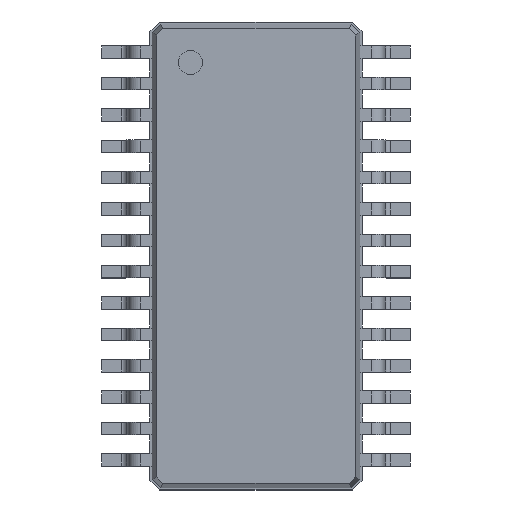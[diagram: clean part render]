
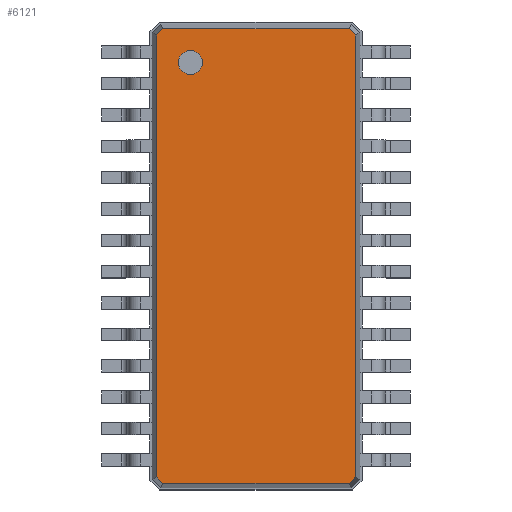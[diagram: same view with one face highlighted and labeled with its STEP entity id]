
A CAD part, top view. The second image highlights one B-rep face of the part: STEP entity #6121.
In plain terms, the highlighted planar face has unit normal (0, 0, 1).
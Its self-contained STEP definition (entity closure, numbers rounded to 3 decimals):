
#27=VECTOR('',#28,1.);
#28=DIRECTION('',(1.,0.,0.));
#51=VECTOR('',#52,1.);
#52=DIRECTION('',(0.707,-0.707,0.));
#58=VECTOR('',#59,1.);
#59=DIRECTION('',(0.,-1.,0.));
#65=VECTOR('',#66,1.);
#66=DIRECTION('',(-0.707,-0.707,0.));
#72=VECTOR('',#73,1.);
#73=DIRECTION('',(-1.,0.,0.));
#79=VECTOR('',#80,1.);
#80=DIRECTION('',(-0.707,0.707,0.));
#86=VECTOR('',#87,1.);
#87=DIRECTION('',(0.,1.,0.));
#91=VECTOR('',#92,1.);
#92=DIRECTION('',(0.707,0.707,0.));
#95=DIRECTION('',(0.,0.,-1.));
#1813=VERTEX_POINT('',#1814);
#1814=CARTESIAN_POINT('',(-2.06,4.58,1.1));
#1817=EDGE_CURVE('',#1818,#1813,#1820,.T.);
#1818=VERTEX_POINT('',#1819);
#1819=CARTESIAN_POINT('',(-2.06,-4.58,1.1));
#1820=LINE('',#1819,#86);
#1831=VERTEX_POINT('',#1832);
#1832=CARTESIAN_POINT('',(-1.93,4.71,1.1));
#1835=EDGE_CURVE('',#1813,#1831,#1836,.T.);
#1836=LINE('',#1814,#91);
#1845=VERTEX_POINT('',#1846);
#1846=CARTESIAN_POINT('',(1.93,4.71,1.1));
#1849=EDGE_CURVE('',#1831,#1845,#1850,.T.);
#1850=LINE('',#1832,#27);
#1859=VERTEX_POINT('',#1860);
#1860=CARTESIAN_POINT('',(2.06,4.58,1.1));
#1863=EDGE_CURVE('',#1845,#1859,#1864,.T.);
#1864=LINE('',#1846,#51);
#1985=VERTEX_POINT('',#1986);
#1986=CARTESIAN_POINT('',(2.06,-4.58,1.1));
#1989=EDGE_CURVE('',#1859,#1985,#1990,.T.);
#1990=LINE('',#1860,#58);
#6121=ADVANCED_FACE('',(#6122,#6142),#6152,.F.);
#6122=FACE_BOUND('',#6123,.F.);
#6123=EDGE_LOOP('',(#6124,#6125,#6126,#6127,#6132,#6137,#6140,#6141));
#6124=ORIENTED_EDGE('',*,*,#1849,.T.);
#6125=ORIENTED_EDGE('',*,*,#1863,.T.);
#6126=ORIENTED_EDGE('',*,*,#1989,.T.);
#6127=ORIENTED_EDGE('',*,*,#6128,.T.);
#6128=EDGE_CURVE('',#1985,#6129,#6131,.T.);
#6129=VERTEX_POINT('',#6130);
#6130=CARTESIAN_POINT('',(1.93,-4.71,1.1));
#6131=LINE('',#1986,#65);
#6132=ORIENTED_EDGE('',*,*,#6133,.T.);
#6133=EDGE_CURVE('',#6129,#6134,#6136,.T.);
#6134=VERTEX_POINT('',#6135);
#6135=CARTESIAN_POINT('',(-1.93,-4.71,1.1));
#6136=LINE('',#6130,#72);
#6137=ORIENTED_EDGE('',*,*,#6138,.T.);
#6138=EDGE_CURVE('',#6134,#1818,#6139,.T.);
#6139=LINE('',#6135,#79);
#6140=ORIENTED_EDGE('',*,*,#1817,.T.);
#6141=ORIENTED_EDGE('',*,*,#1835,.T.);
#6142=FACE_BOUND('',#6143,.F.);
#6143=EDGE_LOOP('',(#6144));
#6144=ORIENTED_EDGE('',*,*,#6145,.F.);
#6145=EDGE_CURVE('',#6146,#6146,#6148,.T.);
#6146=VERTEX_POINT('',#6147);
#6147=CARTESIAN_POINT('',(-1.36,3.76,1.1));
#6148=CIRCLE('',#6149,0.25);
#6149=AXIS2_PLACEMENT_3D('',#6150,#6151,#59);
#6150=CARTESIAN_POINT('',(-1.36,4.01,1.1));
#6151=DIRECTION('',(0.,-0.,-1.));
#6152=PLANE('',#6153);
#6153=AXIS2_PLACEMENT_3D('',#1832,#95,#6154);
#6154=DIRECTION('',(0.379,-0.925,0.));
